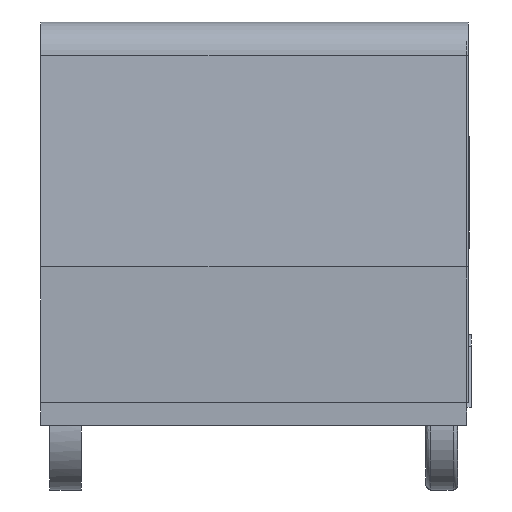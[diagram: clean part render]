
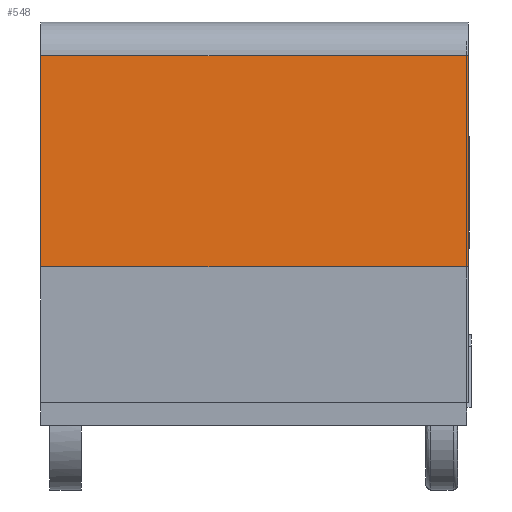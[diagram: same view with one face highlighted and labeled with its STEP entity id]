
A CAD part, front view. The second image highlights one B-rep face of the part: STEP entity #548.
In plain terms, the highlighted planar face has unit normal (0, -0.998, 0.064).
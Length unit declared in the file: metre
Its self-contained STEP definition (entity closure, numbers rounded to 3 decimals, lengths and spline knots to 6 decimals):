
#548=ADVANCED_FACE('',(#776),#5785,.T.);
#776=FACE_OUTER_BOUND('',#1008,.T.);
#1008=EDGE_LOOP('',(#1322,#1323,#1324,#1325));
#1322=ORIENTED_EDGE('',*,*,#2415,.T.);
#1323=ORIENTED_EDGE('',*,*,#2416,.T.);
#1324=ORIENTED_EDGE('',*,*,#2417,.F.);
#1325=ORIENTED_EDGE('',*,*,#2414,.F.);
#2414=EDGE_CURVE('',#4834,#4832,#3452,.T.);
#2415=EDGE_CURVE('',#4834,#4835,#3453,.T.);
#2416=EDGE_CURVE('',#4835,#4833,#3454,.T.);
#2417=EDGE_CURVE('',#4832,#4833,#3455,.T.);
#3452=B_SPLINE_CURVE_WITH_KNOTS('',1,(#7672,#7673),.UNSPECIFIED.,.F.,.F.,
(2,2),(0.,2.397125),.UNSPECIFIED.);
#3453=B_SPLINE_CURVE_WITH_KNOTS('',1,(#7674,#7675),.UNSPECIFIED.,.F.,.F.,
(2,2),(0.,1.183933),.UNSPECIFIED.);
#3454=B_SPLINE_CURVE_WITH_KNOTS('',1,(#7676,#7677),.UNSPECIFIED.,.F.,.F.,
(2,2),(0.,2.397125),.UNSPECIFIED.);
#3455=B_SPLINE_CURVE_WITH_KNOTS('',1,(#7678,#7679),.UNSPECIFIED.,.F.,.F.,
(2,2),(-1.183933,0.),.UNSPECIFIED.);
#4832=VERTEX_POINT('',#7668);
#4833=VERTEX_POINT('',#7669);
#4834=VERTEX_POINT('',#7670);
#4835=VERTEX_POINT('',#7671);
#5785=PLANE('',#6033);
#6033=AXIS2_PLACEMENT_3D('',#7667,#6596,$);
#6596=DIRECTION('',(0.,-0.998,0.064));
#7667=CARTESIAN_POINT('',(-1.433525,-2.964179,2.061639));
#7668=CARTESIAN_POINT('',(1.203325,-2.9718,1.943478));
#7669=CARTESIAN_POINT('',(1.203325,-3.048,0.762));
#7670=CARTESIAN_POINT('',(-1.1938,-2.9718,1.943478));
#7671=CARTESIAN_POINT('',(-1.1938,-3.048,0.762));
#7672=CARTESIAN_POINT('',(-1.1938,-2.9718,1.943478));
#7673=CARTESIAN_POINT('',(1.203325,-2.9718,1.943478));
#7674=CARTESIAN_POINT('',(-1.1938,-2.9718,1.943478));
#7675=CARTESIAN_POINT('',(-1.1938,-3.048,0.762));
#7676=CARTESIAN_POINT('',(-1.1938,-3.048,0.762));
#7677=CARTESIAN_POINT('',(1.203325,-3.048,0.762));
#7678=CARTESIAN_POINT('',(1.203325,-2.9718,1.943478));
#7679=CARTESIAN_POINT('',(1.203325,-3.048,0.762));
